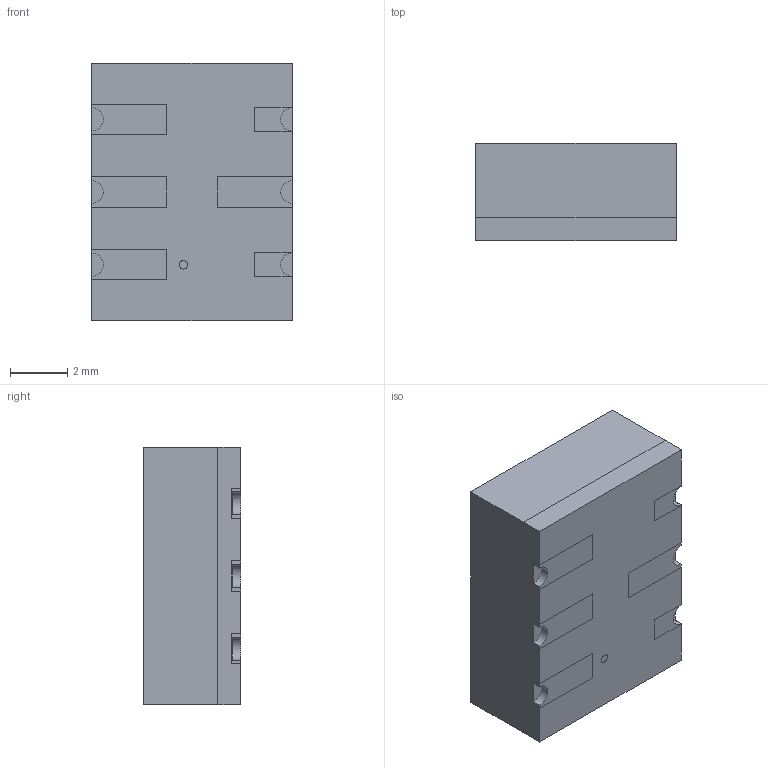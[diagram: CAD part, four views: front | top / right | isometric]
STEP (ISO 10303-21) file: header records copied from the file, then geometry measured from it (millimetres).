
FILE_DESCRIPTION (( 'STEP AP214' ), '1' );
FILE_NAME ('K7803MT-500R4.STEP', '2022-10-07T18:04:22', ( '' ), ( '' ), 'SwSTEP 2.0', 'SolidWorks 2017', '' );
FILE_SCHEMA (( 'AUTOMOTIVE_DESIGN' ));
Length unit declared in the file: millimetre
Products named in the file (1): K7803MT-500R4
Bounding box: 7 x 3.4 x 9 mm (x, y, z)
Volume: 213.7 mm3; surface area: 411.3 mm2
Topology: 10 solids, 10 shells, 98 faces, 228 edges, 152 vertices
Faces by surface type: plane 84, cylinder 14
Entity records: 2875 total; most frequent: CARTESIAN_POINT 479, ORIENTED_EDGE 456, DIRECTION 454, EDGE_CURVE 228, LINE 200, VECTOR 200, VERTEX_POINT 152, AXIS2_PLACEMENT_3D 127
